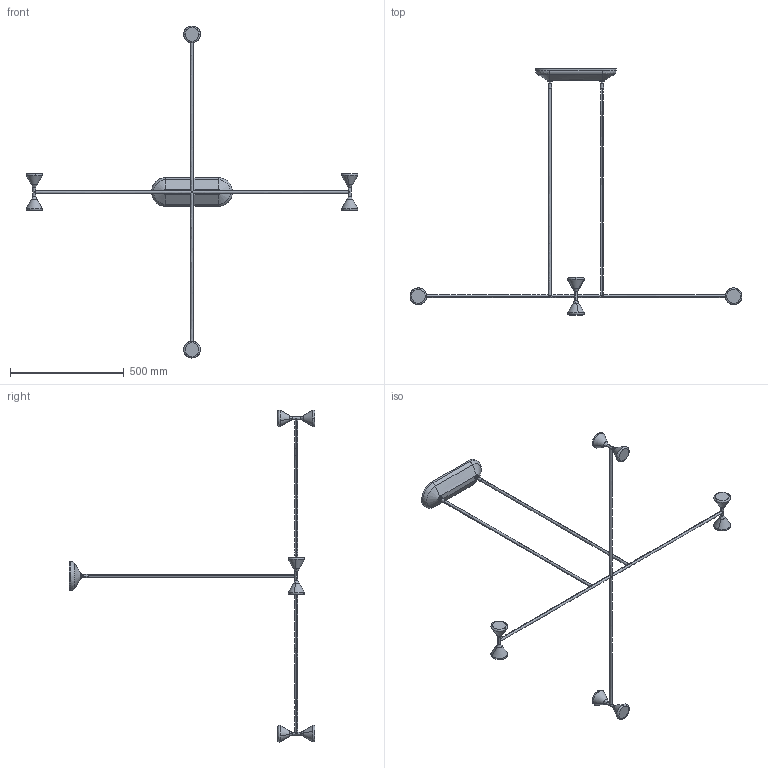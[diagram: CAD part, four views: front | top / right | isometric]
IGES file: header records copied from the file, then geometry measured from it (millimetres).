
Start section: SolidWorks IGES file using analytic representation for surfaces
Global section: file name: APLOC8 - Apollo - Chandelier - 8 Lights.IGS; native system: SolidWorks 2020; preprocessor: SolidWorks 2020; author: Design; date: 201030.132735; units: millimetre
Bounding box: 1457.52 x 1079.08 x 1457.54 mm (x, y, z)
Volume: 3048227.4 mm3; surface area: 404194.5 mm2
Topology: 1 solids, 1 shells, 208 faces, 498 edges, 322 vertices
Faces by surface type: revolution 124, plane 48, bspline 36
